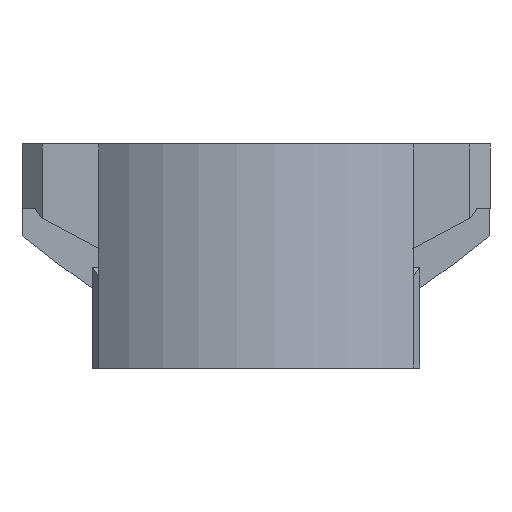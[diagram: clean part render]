
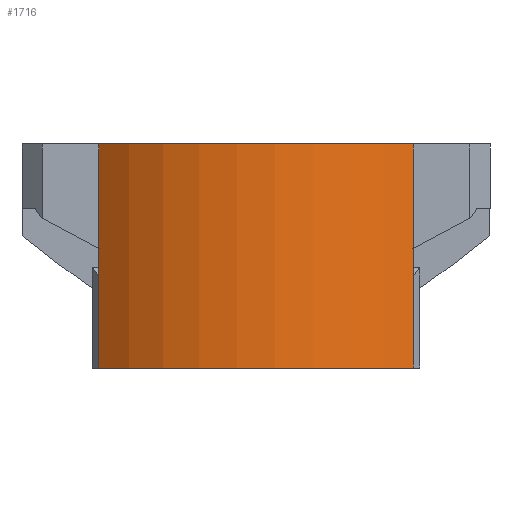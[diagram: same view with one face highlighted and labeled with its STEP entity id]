
A CAD part, front view. The second image highlights one B-rep face of the part: STEP entity #1716.
In plain terms, the highlighted cylindrical face has radius 19.05 mm (diameter 38.1 mm), a partial arc.
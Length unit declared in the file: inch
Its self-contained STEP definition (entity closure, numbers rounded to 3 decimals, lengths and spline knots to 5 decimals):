
#127 = ORIENTED_EDGE ( 'NONE', *, *, #924, .T. ) ;
#132 = ORIENTED_EDGE ( 'NONE', *, *, #2892, .F. ) ;
#156 = DIRECTION ( 'NONE',  ( 0., 0., -1. ) ) ;
#180 = CARTESIAN_POINT ( 'NONE',  ( -0.49044, -0.56742, 0.70551 ) ) ;
#246 = VERTEX_POINT ( 'NONE', #1049 ) ;
#350 = EDGE_CURVE ( 'NONE', #1116, #521, #1340, .T. ) ;
#427 = DIRECTION ( 'NONE',  ( -1., 0., 0. ) ) ;
#475 = AXIS2_PLACEMENT_3D ( 'NONE', #2045, #2991, #427 ) ;
#521 = VERTEX_POINT ( 'NONE', #1432 ) ;
#568 = EDGE_CURVE ( 'NONE', #1605, #2202, #976, .T. ) ;
#658 = ORIENTED_EDGE ( 'NONE', *, *, #2077, .T. ) ;
#667 = AXIS2_PLACEMENT_3D ( 'NONE', #2085, #2776, #2116 ) ;
#850 = CARTESIAN_POINT ( 'NONE',  ( 0.49044, -0.56742, 0.69857 ) ) ;
#886 = DIRECTION ( 'NONE',  ( 0., 0., -1. ) ) ;
#904 = LINE ( 'NONE', #2773, #2112 ) ;
#924 = EDGE_CURVE ( 'NONE', #1605, #1336, #1791, .T. ) ;
#976 = LINE ( 'NONE', #2109, #2574 ) ;
#1049 = CARTESIAN_POINT ( 'NONE',  ( 0.49044, -0.56742, 0. ) ) ;
#1092 = DIRECTION ( 'NONE',  ( -1., 0., 0. ) ) ;
#1116 = VERTEX_POINT ( 'NONE', #2488 ) ;
#1192 = DIRECTION ( 'NONE',  ( 0., 0., -1. ) ) ;
#1234 = CARTESIAN_POINT ( 'NONE',  ( 0.49044, -0.56742, 0.37328 ) ) ;
#1336 = VERTEX_POINT ( 'NONE', #1644 ) ;
#1340 = LINE ( 'NONE', #180, #2822 ) ;
#1432 = CARTESIAN_POINT ( 'NONE',  ( -0.49044, -0.56742, 0. ) ) ;
#1462 = LINE ( 'NONE', #2405, #2791 ) ;
#1555 = ORIENTED_EDGE ( 'NONE', *, *, #350, .T. ) ;
#1605 = VERTEX_POINT ( 'NONE', #850 ) ;
#1644 = CARTESIAN_POINT ( 'NONE',  ( -0.49044, -0.56742, 0.69857 ) ) ;
#1716 = ADVANCED_FACE ( 'NONE', ( #2258 ), #2000, .T. ) ;
#1732 = EDGE_LOOP ( 'NONE', ( #2343, #132, #2771, #127, #658, #1555 ) ) ;
#1791 = CIRCLE ( 'NONE', #475, 0.75 ) ;
#2000 = CYLINDRICAL_SURFACE ( 'NONE', #2157, 0.75 ) ;
#2045 = CARTESIAN_POINT ( 'NONE',  ( 0., 0., 0.69857 ) ) ;
#2077 = EDGE_CURVE ( 'NONE', #1336, #1116, #904, .T. ) ;
#2085 = CARTESIAN_POINT ( 'NONE',  ( 0., 0., 0. ) ) ;
#2109 = CARTESIAN_POINT ( 'NONE',  ( 0.49044, -0.56742, 2.79134 ) ) ;
#2112 = VECTOR ( 'NONE', #1192, 39.37008 ) ;
#2116 = DIRECTION ( 'NONE',  ( 1., 0., 0. ) ) ;
#2144 = DIRECTION ( 'NONE',  ( 0., 0., -1. ) ) ;
#2157 = AXIS2_PLACEMENT_3D ( 'NONE', #2486, #156, #1092 ) ;
#2202 = VERTEX_POINT ( 'NONE', #1234 ) ;
#2258 = FACE_OUTER_BOUND ( 'NONE', #1732, .T. ) ;
#2284 = CIRCLE ( 'NONE', #667, 0.75 ) ;
#2343 = ORIENTED_EDGE ( 'NONE', *, *, #2794, .T. ) ;
#2405 = CARTESIAN_POINT ( 'NONE',  ( 0.49044, -0.56742, 0.70551 ) ) ;
#2486 = CARTESIAN_POINT ( 'NONE',  ( 0., 0., 1.99875 ) ) ;
#2488 = CARTESIAN_POINT ( 'NONE',  ( -0.49044, -0.56742, 0.37328 ) ) ;
#2557 = DIRECTION ( 'NONE',  ( 0., 0., -1. ) ) ;
#2574 = VECTOR ( 'NONE', #2557, 39.37008 ) ;
#2771 = ORIENTED_EDGE ( 'NONE', *, *, #568, .F. ) ;
#2773 = CARTESIAN_POINT ( 'NONE',  ( -0.49044, -0.56742, 2.79134 ) ) ;
#2776 = DIRECTION ( 'NONE',  ( 0., 0., 1. ) ) ;
#2791 = VECTOR ( 'NONE', #2144, 39.37008 ) ;
#2794 = EDGE_CURVE ( 'NONE', #521, #246, #2284, .T. ) ;
#2822 = VECTOR ( 'NONE', #886, 39.37008 ) ;
#2892 = EDGE_CURVE ( 'NONE', #2202, #246, #1462, .T. ) ;
#2991 = DIRECTION ( 'NONE',  ( 0., 0., -1. ) ) ;
